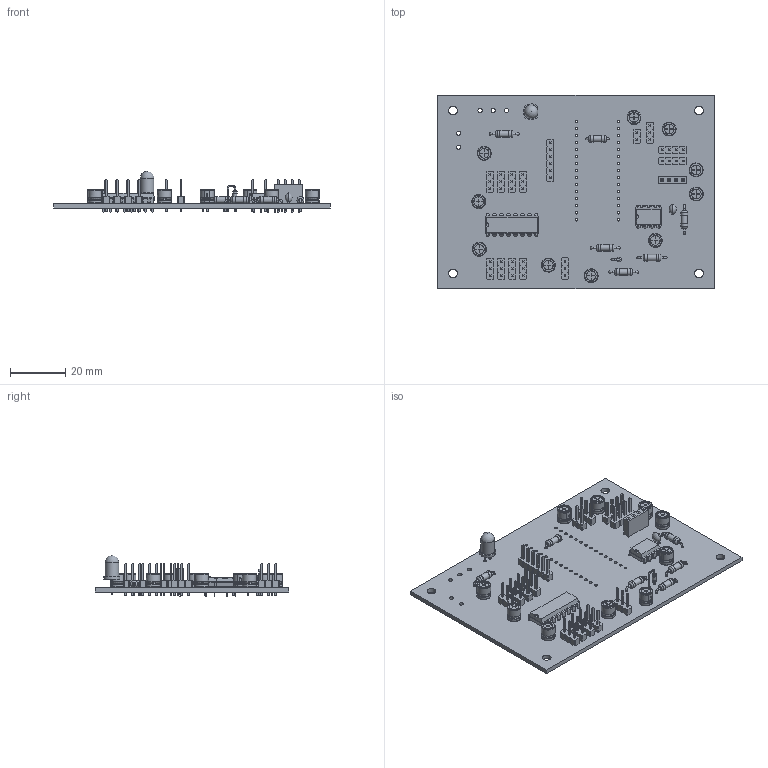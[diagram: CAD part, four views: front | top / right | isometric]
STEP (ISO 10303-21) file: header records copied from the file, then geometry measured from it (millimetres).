
FILE_DESCRIPTION(('KiCad electronic assembly'),'2;1');
FILE_NAME('Step (Main PCB).step','2024-12-02T13:51:42',('Pcbnew'),( 'Kicad'),'Open CASCADE STEP processor 7.8','KiCad to STEP converter' ,'Unknown');
FILE_SCHEMA(('AUTOMOTIVE_DESIGN { 1 0 10303 214 1 1 1 1 }'));
Length unit declared in the file: millimetre
Products named in the file (28): Step (Main PCB) 1; CP_Radial_D5.0mm_P2.50mm; CP_Radial_D50mm_P250mm; C_Disc_D3.8mm_W2.6mm_P2.50mm; C_Disc_D38mm_W26mm_P250mm; R_Axial_DIN0207_L6.3mm_D2.5mm_P10.16mm_Horizontal; R_Axial_DIN0207_L63mm_D25mm_P1016mm_Horizontal; PinHeader_1x03_P2.54mm_Vertical; PinHeader_1x03_P254mm_Vertical; DIP-8_W7.62mm; PinSocket_1x04_P2.54mm_Vertical; PinSocket_1x04_P254mm_Vertical; R_Axial_DIN0207_L6.3mm_D2.5mm_P7.62mm_Horizontal; R_Axial_DIN0207_L63mm_D25mm_P762mm_Horizontal; PinHeader_1x06_P2.54mm_Vertical; PinHeader_1x06_P254mm_Vertical; PinHeader_1x04_P2.54mm_Vertical; PinHeader_1x04_P254mm_Vertical; LED_D5.0mm; R_Axial_DIN0204_L3.6mm_D1.6mm_P2.54mm_Vertical; R_Axial_DIN0204_L36mm_D16mm_P254mm_Vertical; PinHeader_1x02_P2.54mm_Vertical; PinHeader_1x02_P254mm_Vertical; DIP-16_W7.62mm; Main PCB_PCB
Assembly tree (50 placements, depth 3):
  Step (Main PCB) 1
    CP_Radial_D5.0mm_P2.50mm  x10
      CP_Radial_D50mm_P250mm
    C_Disc_D3.8mm_W2.6mm_P2.50mm
      C_Disc_D38mm_W26mm_P250mm
    R_Axial_DIN0207_L6.3mm_D2.5mm_P10.16mm_Horizontal  x5
      R_Axial_DIN0207_L63mm_D25mm_P1016mm_Horizontal
    PinHeader_1x03_P2.54mm_Vertical  x10
      PinHeader_1x03_P254mm_Vertical
    DIP-8_W7.62mm
      DIP-8_W7.62mm
    PinSocket_1x04_P2.54mm_Vertical
      PinSocket_1x04_P254mm_Vertical
    R_Axial_DIN0207_L6.3mm_D2.5mm_P7.62mm_Horizontal
      R_Axial_DIN0207_L63mm_D25mm_P762mm_Horizontal
    PinHeader_1x06_P2.54mm_Vertical
      PinHeader_1x06_P254mm_Vertical
    PinHeader_1x04_P2.54mm_Vertical  x2
      PinHeader_1x04_P254mm_Vertical
    LED_D5.0mm
      LED_D5.0mm
    R_Axial_DIN0204_L3.6mm_D1.6mm_P2.54mm_Vertical
      R_Axial_DIN0204_L36mm_D16mm_P254mm_Vertical
    PinHeader_1x02_P2.54mm_Vertical
      PinHeader_1x02_P254mm_Vertical
    DIP-16_W7.62mm
      DIP-16_W7.62mm
    Main PCB_PCB
Bounding box: 100 x 70 x 14.9 mm (x, y, z)
Volume: 13927.8 mm3; surface area: 20830.7 mm2
Topology: 37 solids, 47 shells, 2516 faces, 6136 edges, 3866 vertices
Faces by surface type: plane 1921, cylinder 382, bspline 108, revolution 54, torus 48, sphere 3
Full cylindrical faces by diameter (mm): 0.5 x26, 0.6 x22, 0.7 x2, 0.8 x58, 0.9 x2, 1 x80, 1.44 x1, 1.52 x2, 1.55 x3, 1.6 x2, 2.25 x6, 2.5 x12, 3.2 x4, 4.9 x1
Entity records: 47103 total; most frequent: CARTESIAN_POINT 8707, ORIENTED_EDGE 6246, DIRECTION 6018, EDGE_CURVE 3123, LINE 2525, VECTOR 2525, VERTEX_POINT 1989, AXIS2_PLACEMENT_3D 1742
